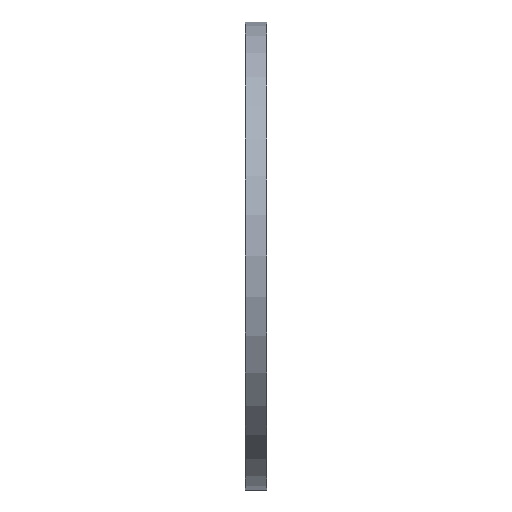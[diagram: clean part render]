
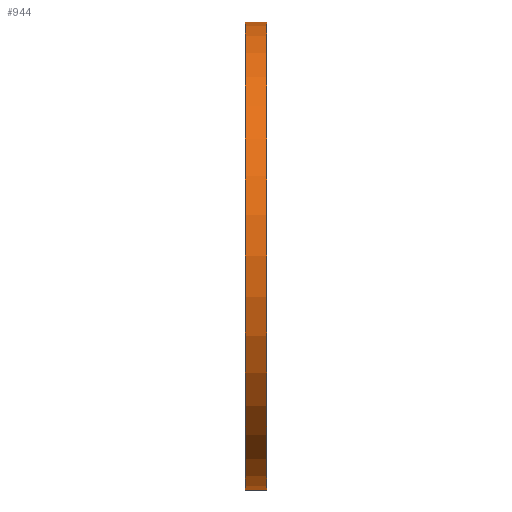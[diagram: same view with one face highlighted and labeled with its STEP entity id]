
A CAD part, left-side view. The second image highlights one B-rep face of the part: STEP entity #944.
In plain terms, the highlighted cylindrical face has radius 245 mm (diameter 490 mm), a partial arc.
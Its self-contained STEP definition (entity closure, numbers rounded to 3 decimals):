
#15 = EDGE_CURVE ( 'NONE', #518, #103, #429, .T. ) ;
#24 = CARTESIAN_POINT ( 'NONE',  ( 0., 0., 0. ) ) ;
#34 = AXIS2_PLACEMENT_3D ( 'NONE', #24, #690, #926 ) ;
#36 = VERTEX_POINT ( 'NONE', #666 ) ;
#67 = EDGE_CURVE ( 'NONE', #493, #36, #896, .T. ) ;
#98 = DIRECTION ( 'NONE',  ( 0., -1., 0. ) ) ;
#103 = VERTEX_POINT ( 'NONE', #744 ) ;
#123 = CIRCLE ( 'NONE', #34, 245. ) ;
#141 = ORIENTED_EDGE ( 'NONE', *, *, #15, .F. ) ;
#209 = AXIS2_PLACEMENT_3D ( 'NONE', #941, #934, #464 ) ;
#222 = ORIENTED_EDGE ( 'NONE', *, *, #657, .F. ) ;
#331 = DIRECTION ( 'NONE',  ( 0., -1., 0. ) ) ;
#375 = EDGE_LOOP ( 'NONE', ( #141, #222, #378, #385 ) ) ;
#378 = ORIENTED_EDGE ( 'NONE', *, *, #67, .T. ) ;
#385 = ORIENTED_EDGE ( 'NONE', *, *, #733, .T. ) ;
#415 = CIRCLE ( 'NONE', #209, 245. ) ;
#416 = CARTESIAN_POINT ( 'NONE',  ( 0., 22., 245. ) ) ;
#429 = LINE ( 'NONE', #416, #515 ) ;
#464 = DIRECTION ( 'NONE',  ( 0., 0., 1. ) ) ;
#468 = FACE_OUTER_BOUND ( 'NONE', #375, .T. ) ;
#493 = VERTEX_POINT ( 'NONE', #668 ) ;
#511 = CARTESIAN_POINT ( 'NONE',  ( 0., 22., 245. ) ) ;
#515 = VECTOR ( 'NONE', #331, 1000. ) ;
#518 = VERTEX_POINT ( 'NONE', #511 ) ;
#567 = VECTOR ( 'NONE', #98, 1000. ) ;
#657 = EDGE_CURVE ( 'NONE', #493, #518, #415, .T. ) ;
#666 = CARTESIAN_POINT ( 'NONE',  ( 0., 0., -245. ) ) ;
#668 = CARTESIAN_POINT ( 'NONE',  ( 0., 22., -245. ) ) ;
#690 = DIRECTION ( 'NONE',  ( 0., 1., 0. ) ) ;
#714 = CYLINDRICAL_SURFACE ( 'NONE', #805, 245. ) ;
#733 = EDGE_CURVE ( 'NONE', #36, #103, #123, .T. ) ;
#734 = CARTESIAN_POINT ( 'NONE',  ( 0., 22., -245. ) ) ;
#744 = CARTESIAN_POINT ( 'NONE',  ( 0., 0., 245. ) ) ;
#805 = AXIS2_PLACEMENT_3D ( 'NONE', #1060, #1044, #965 ) ;
#896 = LINE ( 'NONE', #734, #567 ) ;
#926 = DIRECTION ( 'NONE',  ( 0., 0., 1. ) ) ;
#934 = DIRECTION ( 'NONE',  ( 0., 1., 0. ) ) ;
#941 = CARTESIAN_POINT ( 'NONE',  ( 0., 22., 0. ) ) ;
#944 = ADVANCED_FACE ( 'NONE', ( #468 ), #714, .T. ) ;
#965 = DIRECTION ( 'NONE',  ( 0., 0., -1. ) ) ;
#1044 = DIRECTION ( 'NONE',  ( 0., -1., 0. ) ) ;
#1060 = CARTESIAN_POINT ( 'NONE',  ( 0., 22., 0. ) ) ;
